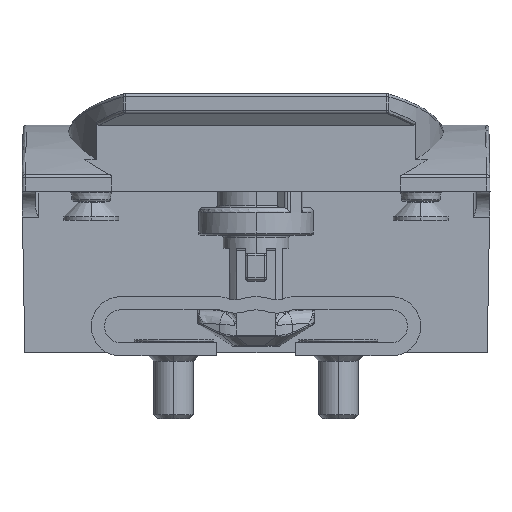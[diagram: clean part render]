
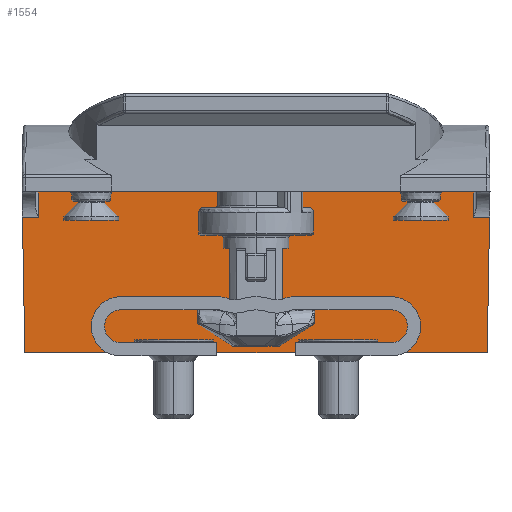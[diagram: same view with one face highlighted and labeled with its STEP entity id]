
A CAD part, left-side view. The second image highlights one B-rep face of the part: STEP entity #1554.
In plain terms, the highlighted planar face has unit normal (-1, 0, 0).
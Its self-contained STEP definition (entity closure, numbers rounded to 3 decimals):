
#1554=ADVANCED_FACE('',(#3351),#3352,.T.);
#3351=FACE_OUTER_BOUND('',#9980,.T.);
#3352=PLANE('',#9981);
#9980=EDGE_LOOP('',(#15538,#15539,#15540,#15541,#15542,#15543,#15544,#15545,#15546,#15547,#15548,#15549,#15550,#15551));
#9981=AXIS2_PLACEMENT_3D('',#15552,#15553,#15554);
#15538=ORIENTED_EDGE('',*,*,#19718,.T.);
#15539=ORIENTED_EDGE('',*,*,#19719,.T.);
#15540=ORIENTED_EDGE('',*,*,#19720,.T.);
#15541=ORIENTED_EDGE('',*,*,#19721,.T.);
#15542=ORIENTED_EDGE('',*,*,#19722,.T.);
#15543=ORIENTED_EDGE('',*,*,#19723,.F.);
#15544=ORIENTED_EDGE('',*,*,#19724,.T.);
#15545=ORIENTED_EDGE('',*,*,#19725,.F.);
#15546=ORIENTED_EDGE('',*,*,#19726,.T.);
#15547=ORIENTED_EDGE('',*,*,#19727,.T.);
#15548=ORIENTED_EDGE('',*,*,#19728,.T.);
#15549=ORIENTED_EDGE('',*,*,#19729,.T.);
#15550=ORIENTED_EDGE('',*,*,#19730,.T.);
#15551=ORIENTED_EDGE('',*,*,#19731,.F.);
#15552=CARTESIAN_POINT('',(35.,35.5,10.0));
#15553=DIRECTION('',(-1.0,0.0,0.0));
#15554=DIRECTION('',(0.0,0.0,-1.0));
#19718=EDGE_CURVE('',#22617,#22618,#22619,.T.);
#19719=EDGE_CURVE('',#22618,#22620,#22621,.T.);
#19720=EDGE_CURVE('',#22620,#22622,#22623,.T.);
#19721=EDGE_CURVE('',#22622,#22624,#22625,.T.);
#19722=EDGE_CURVE('',#22624,#22626,#22627,.T.);
#19723=EDGE_CURVE('',#22628,#22626,#22629,.T.);
#19724=EDGE_CURVE('',#22628,#22630,#22631,.T.);
#19725=EDGE_CURVE('',#22632,#22630,#22633,.T.);
#19726=EDGE_CURVE('',#22632,#22634,#22635,.T.);
#19727=EDGE_CURVE('',#22634,#22636,#22637,.T.);
#19728=EDGE_CURVE('',#22636,#22638,#22639,.T.);
#19729=EDGE_CURVE('',#22638,#22640,#22641,.T.);
#19730=EDGE_CURVE('',#22640,#22642,#22643,.T.);
#19731=EDGE_CURVE('',#22617,#22642,#22644,.T.);
#22617=VERTEX_POINT('',#31982);
#22618=VERTEX_POINT('',#31983);
#22619=LINE('',#31984,#31985);
#22620=VERTEX_POINT('',#31986);
#22621=LINE('',#31987,#31988);
#22622=VERTEX_POINT('',#31989);
#22623=LINE('',#31990,#31991);
#22624=VERTEX_POINT('',#31992);
#22625=LINE('',#31993,#31994);
#22626=VERTEX_POINT('',#31995);
#22627=LINE('',#31996,#31997);
#22628=VERTEX_POINT('',#31998);
#22629=LINE('',#31999,#32000);
#22630=VERTEX_POINT('',#32001);
#22631=LINE('',#32002,#32003);
#22632=VERTEX_POINT('',#32004);
#22633=LINE('',#32005,#32006);
#22634=VERTEX_POINT('',#32007);
#22635=LINE('',#32008,#32009);
#22636=VERTEX_POINT('',#32010);
#22637=LINE('',#32011,#32012);
#22638=VERTEX_POINT('',#32013);
#22639=LINE('',#32014,#32015);
#22640=VERTEX_POINT('',#32016);
#22641=LINE('',#32017,#32018);
#22642=VERTEX_POINT('',#32019);
#22643=LINE('',#32020,#32021);
#22644=LINE('',#32022,#32023);
#31982=CARTESIAN_POINT('',(35.,36.25,34.5));
#31983=CARTESIAN_POINT('',(35.,36.25,40.5));
#31984=CARTESIAN_POINT('',(35.,36.25,10.0));
#31985=VECTOR('',#38170,1000.0);
#31986=CARTESIAN_POINT('',(35.,68.5,40.5));
#31987=CARTESIAN_POINT('',(35.,35.5,40.5));
#31988=VECTOR('',#38171,1000.0);
#31989=CARTESIAN_POINT('',(35.,68.5,30.552));
#31990=CARTESIAN_POINT('',(35.,68.5,10.0));
#31991=VECTOR('',#38172,1000.0);
#31992=CARTESIAN_POINT('',(35.,70.931,30.552));
#31993=CARTESIAN_POINT('',(35.,35.5,30.552));
#31994=VECTOR('',#38173,1000.0);
#31995=CARTESIAN_POINT('',(35.,70.573,10.01));
#31996=CARTESIAN_POINT('',(35.,70.931,30.552));
#31997=VECTOR('',#38174,1000.0);
#31998=CARTESIAN_POINT('',(35.,70.572,10.));
#31999=CARTESIAN_POINT('',(35.,70.572,10.));
#32000=VECTOR('',#38175,10.0);
#32001=CARTESIAN_POINT('',(35.,0.428,10.));
#32002=CARTESIAN_POINT('',(35.,35.5,10.0));
#32003=VECTOR('',#38176,1000.0);
#32004=CARTESIAN_POINT('',(35.,0.427,10.01));
#32005=CARTESIAN_POINT('',(35.,0.427,10.01));
#32006=VECTOR('',#38177,10.0);
#32007=CARTESIAN_POINT('',(35.,0.069,30.552));
#32008=CARTESIAN_POINT('',(35.,0.427,10.01));
#32009=VECTOR('',#38178,1000.0);
#32010=CARTESIAN_POINT('',(35.,2.5,30.552));
#32011=CARTESIAN_POINT('',(35.,35.5,30.552));
#32012=VECTOR('',#38179,1000.0);
#32013=CARTESIAN_POINT('',(35.,2.5,40.5));
#32014=CARTESIAN_POINT('',(35.,2.5,10.0));
#32015=VECTOR('',#38180,1000.0);
#32016=CARTESIAN_POINT('',(35.,34.75,40.5));
#32017=CARTESIAN_POINT('',(35.,35.5,40.5));
#32018=VECTOR('',#38181,1000.0);
#32019=CARTESIAN_POINT('',(35.,34.75,34.5));
#32020=CARTESIAN_POINT('',(35.,34.75,10.0));
#32021=VECTOR('',#38182,1000.0);
#32022=CARTESIAN_POINT('',(35.,35.5,34.5));
#32023=VECTOR('',#38183,1000.0);
#38170=DIRECTION('',(-0.0,0.0,1.0));
#38171=DIRECTION('',(0.0,1.0,0.0));
#38172=DIRECTION('',(0.0,0.0,-1.0));
#38173=DIRECTION('',(0.0,1.0,0.0));
#38174=DIRECTION('',(0.0,-0.017,-1.));
#38175=DIRECTION('',(0.0,0.018,1.));
#38176=DIRECTION('',(0.0,-1.0,0.0));
#38177=DIRECTION('',(0.0,0.018,-1.));
#38178=DIRECTION('',(-0.0,-0.017,1.));
#38179=DIRECTION('',(0.0,1.0,0.0));
#38180=DIRECTION('',(-0.0,0.0,1.0));
#38181=DIRECTION('',(0.0,1.0,0.0));
#38182=DIRECTION('',(0.0,0.0,-1.0));
#38183=DIRECTION('',(0.0,-1.0,0.0));
